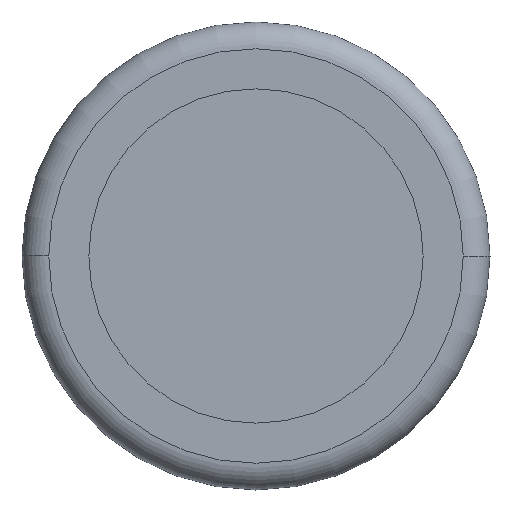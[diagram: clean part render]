
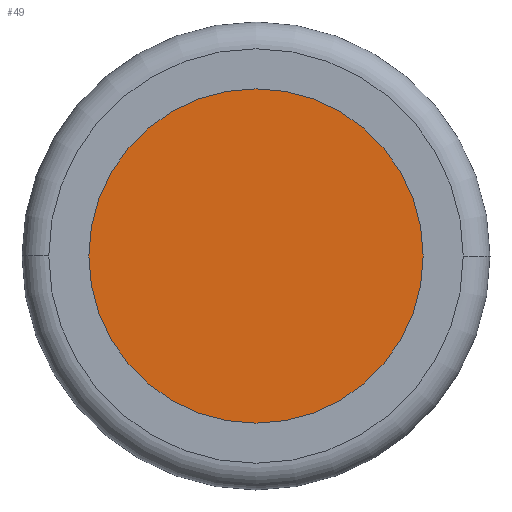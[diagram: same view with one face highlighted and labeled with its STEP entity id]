
A CAD part, front view. The second image highlights one B-rep face of the part: STEP entity #49.
In plain terms, the highlighted planar face has unit normal (0, -1, 0).
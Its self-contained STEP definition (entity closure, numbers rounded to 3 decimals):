
#49 = ADVANCED_FACE ( 'NONE', ( #175 ), #174, .T. ) ;
#50 = EDGE_LOOP ( 'NONE', ( #51, #118 ) ) ;
#51 = ORIENTED_EDGE ( 'NONE', *, *, #52, .T. ) ;
#52 = EDGE_CURVE ( 'NONE', #113, #112, #169, .T. ) ;
#111 = EDGE_CURVE ( 'NONE', #112, #113, #319, .T. ) ;
#112 = VERTEX_POINT ( 'NONE', #315 ) ;
#113 = VERTEX_POINT ( 'NONE', #314 ) ;
#118 = ORIENTED_EDGE ( 'NONE', *, *, #111, .T. ) ;
#168 = CARTESIAN_POINT ( 'NONE',  ( 0., 8., 0. ) ) ;
#169 = CIRCLE ( 'NONE', #213, 12.5 ) ;
#170 = DIRECTION ( 'NONE',  ( 1., 0., 0. ) ) ;
#171 = DIRECTION ( 'NONE',  ( 0., -1., 0. ) ) ;
#172 = CARTESIAN_POINT ( 'NONE',  ( 12.5, 8., 0. ) ) ;
#173 = AXIS2_PLACEMENT_3D ( 'NONE', #172, #171, #170 ) ;
#174 = PLANE ( 'NONE',  #173 ) ;
#175 = FACE_OUTER_BOUND ( 'NONE', #50, .T. ) ;
#211 = DIRECTION ( 'NONE',  ( 1., 0., 0. ) ) ;
#212 = DIRECTION ( 'NONE',  ( 0., -1., 0. ) ) ;
#213 = AXIS2_PLACEMENT_3D ( 'NONE', #168, #212, #211 ) ;
#314 = CARTESIAN_POINT ( 'NONE',  ( 12.5, 8., 0. ) ) ;
#315 = CARTESIAN_POINT ( 'NONE',  ( -12.5, 8., 0. ) ) ;
#316 = DIRECTION ( 'NONE',  ( 1., 0., 0. ) ) ;
#317 = DIRECTION ( 'NONE',  ( 0., -1., 0. ) ) ;
#318 = AXIS2_PLACEMENT_3D ( 'NONE', #324, #317, #316 ) ;
#319 = CIRCLE ( 'NONE', #318, 12.5 ) ;
#324 = CARTESIAN_POINT ( 'NONE',  ( 0., 8., 0. ) ) ;
